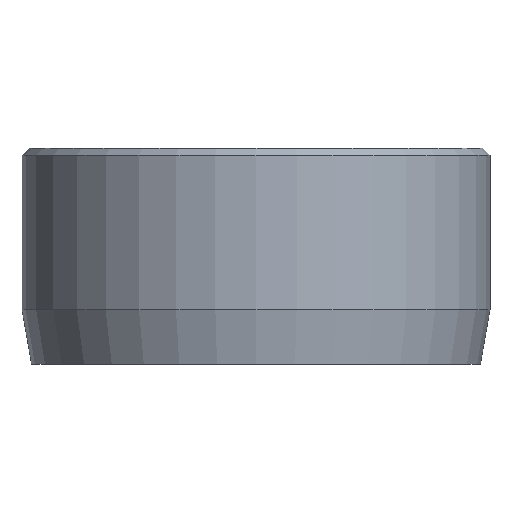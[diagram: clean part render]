
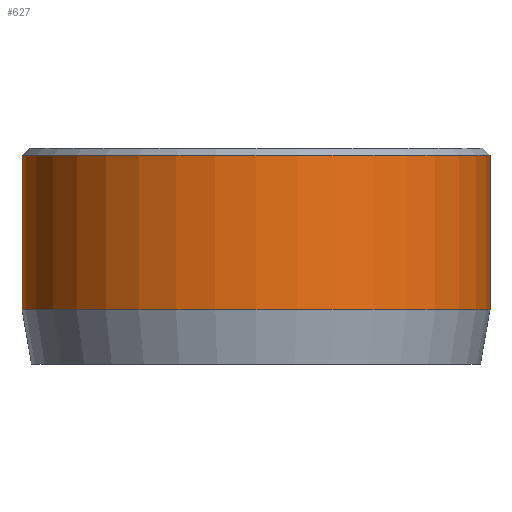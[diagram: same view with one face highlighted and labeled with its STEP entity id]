
A CAD part, front view. The second image highlights one B-rep face of the part: STEP entity #627.
In plain terms, the highlighted cylindrical face has radius 6.5 mm (diameter 13 mm), a partial arc.
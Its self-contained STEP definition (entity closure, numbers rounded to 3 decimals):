
#16 = DIRECTION ( 'NONE',  ( -1., 0., 0. ) ) ;
#19 = DIRECTION ( 'NONE',  ( 0., 0., -1. ) ) ;
#21 = VERTEX_POINT ( 'NONE', #1221 ) ;
#49 = CARTESIAN_POINT ( 'NONE',  ( 0., 0., 6. ) ) ;
#61 = VECTOR ( 'NONE', #1001, 1000. ) ;
#66 = EDGE_CURVE ( 'NONE', #960, #1115, #1044, .T. ) ;
#82 = EDGE_LOOP ( 'NONE', ( #1085, #1164, #577, #660 ) ) ;
#101 = AXIS2_PLACEMENT_3D ( 'NONE', #49, #19, #16 ) ;
#115 = VECTOR ( 'NONE', #209, 1000. ) ;
#143 = VERTEX_POINT ( 'NONE', #158 ) ;
#158 = CARTESIAN_POINT ( 'NONE',  ( -6.5, 0., 5.8 ) ) ;
#208 = CARTESIAN_POINT ( 'NONE',  ( 6.5, 0., 1.5 ) ) ;
#209 = DIRECTION ( 'NONE',  ( 0., 0., -1. ) ) ;
#221 = AXIS2_PLACEMENT_3D ( 'NONE', #519, #502, #500 ) ;
#287 = CARTESIAN_POINT ( 'NONE',  ( 6.5, 0., 6. ) ) ;
#355 = EDGE_CURVE ( 'NONE', #960, #143, #392, .T. ) ;
#392 = CIRCLE ( 'NONE', #221, 6.5 ) ;
#415 = EDGE_CURVE ( 'NONE', #143, #21, #602, .T. ) ;
#432 = CARTESIAN_POINT ( 'NONE',  ( -6.5, 0., 6. ) ) ;
#496 = CIRCLE ( 'NONE', #785, 6.5 ) ;
#500 = DIRECTION ( 'NONE',  ( 1., 0., 0. ) ) ;
#502 = DIRECTION ( 'NONE',  ( 0., 0., -1. ) ) ;
#519 = CARTESIAN_POINT ( 'NONE',  ( 0., 0., 5.8 ) ) ;
#548 = EDGE_CURVE ( 'NONE', #21, #1115, #496, .T. ) ;
#577 = ORIENTED_EDGE ( 'NONE', *, *, #415, .T. ) ;
#602 = LINE ( 'NONE', #432, #115 ) ;
#627 = ADVANCED_FACE ( 'NONE', ( #1137 ), #650, .T. ) ;
#650 = CYLINDRICAL_SURFACE ( 'NONE', #101, 6.5 ) ;
#660 = ORIENTED_EDGE ( 'NONE', *, *, #548, .T. ) ;
#785 = AXIS2_PLACEMENT_3D ( 'NONE', #981, #978, #969 ) ;
#960 = VERTEX_POINT ( 'NONE', #1197 ) ;
#969 = DIRECTION ( 'NONE',  ( 1., 0., 0. ) ) ;
#978 = DIRECTION ( 'NONE',  ( 0., 0., 1. ) ) ;
#981 = CARTESIAN_POINT ( 'NONE',  ( 0., 0., 1.5 ) ) ;
#1001 = DIRECTION ( 'NONE',  ( 0., 0., -1. ) ) ;
#1044 = LINE ( 'NONE', #287, #61 ) ;
#1085 = ORIENTED_EDGE ( 'NONE', *, *, #66, .F. ) ;
#1115 = VERTEX_POINT ( 'NONE', #208 ) ;
#1137 = FACE_OUTER_BOUND ( 'NONE', #82, .T. ) ;
#1164 = ORIENTED_EDGE ( 'NONE', *, *, #355, .T. ) ;
#1197 = CARTESIAN_POINT ( 'NONE',  ( 6.5, 0., 5.8 ) ) ;
#1221 = CARTESIAN_POINT ( 'NONE',  ( -6.5, 0., 1.5 ) ) ;
